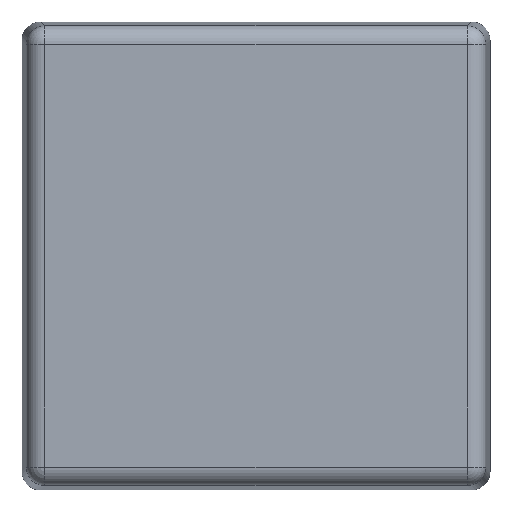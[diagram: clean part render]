
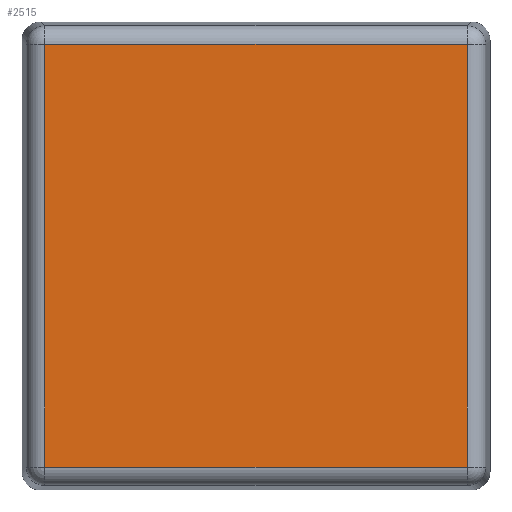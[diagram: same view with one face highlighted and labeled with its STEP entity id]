
A CAD part, top view. The second image highlights one B-rep face of the part: STEP entity #2515.
In plain terms, the highlighted planar face has unit normal (0, 0, 1).
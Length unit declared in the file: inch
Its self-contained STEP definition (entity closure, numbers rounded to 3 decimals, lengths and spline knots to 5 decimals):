
#131=FACE_OUTER_BOUND('',#276,.T.);
#276=EDGE_LOOP('',(#1833,#1834,#1835,#1836));
#551=LINE('',#3871,#823);
#553=LINE('',#3874,#825);
#557=LINE('',#3883,#829);
#561=LINE('',#3892,#833);
#823=VECTOR('',#3101,0.3937);
#825=VECTOR('',#3105,0.3937);
#829=VECTOR('',#3115,0.3937);
#833=VECTOR('',#3125,0.3937);
#1103=VERTEX_POINT('',#3839);
#1106=VERTEX_POINT('',#3846);
#1108=VERTEX_POINT('',#3851);
#1110=VERTEX_POINT('',#3857);
#1376=EDGE_CURVE('',#1108,#1110,#551,.T.);
#1378=EDGE_CURVE('',#1110,#1106,#553,.T.);
#1383=EDGE_CURVE('',#1103,#1108,#557,.T.);
#1388=EDGE_CURVE('',#1106,#1103,#561,.T.);
#1833=ORIENTED_EDGE('',*,*,#1376,.F.);
#1834=ORIENTED_EDGE('',*,*,#1383,.F.);
#1835=ORIENTED_EDGE('',*,*,#1388,.F.);
#1836=ORIENTED_EDGE('',*,*,#1378,.F.);
#2409=PLANE('',#2723);
#2515=ADVANCED_FACE('',(#131),#2409,.T.);
#2723=AXIS2_PLACEMENT_3D('',#3903,#3138,#3139);
#3101=DIRECTION('',(0.,1.,0.));
#3105=DIRECTION('',(1.,0.,0.));
#3115=DIRECTION('',(-1.,0.,0.));
#3125=DIRECTION('',(0.,-1.,0.));
#3138=DIRECTION('center_axis',(0.,0.,
1.));
#3139=DIRECTION('ref_axis',(-1.,0.,0.));
#3839=CARTESIAN_POINT('',(0.18143,-0.18143,0.15354));
#3846=CARTESIAN_POINT('',(0.18143,0.18143,0.15354));
#3851=CARTESIAN_POINT('',(-0.18143,-0.18143,0.15354));
#3857=CARTESIAN_POINT('',(-0.18143,0.18143,0.15354));
#3871=CARTESIAN_POINT('',(-0.18143,-0.10039,0.15354));
#3874=CARTESIAN_POINT('',(-0.10039,0.18143,0.15354));
#3883=CARTESIAN_POINT('',(0.10039,-0.18143,0.15354));
#3892=CARTESIAN_POINT('',(0.18143,0.10039,0.15354));
#3903=CARTESIAN_POINT('Origin',(0.,0.,
0.15354));
